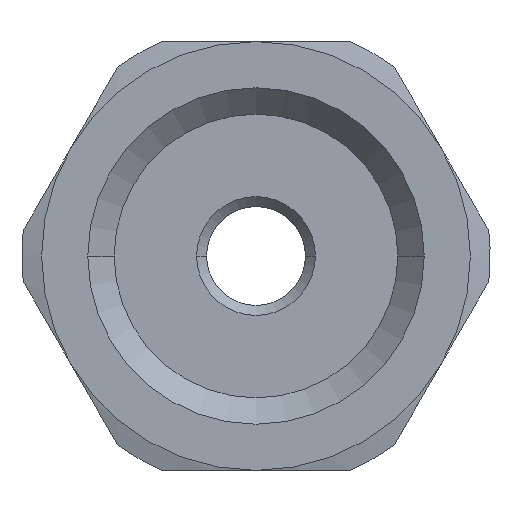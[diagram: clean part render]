
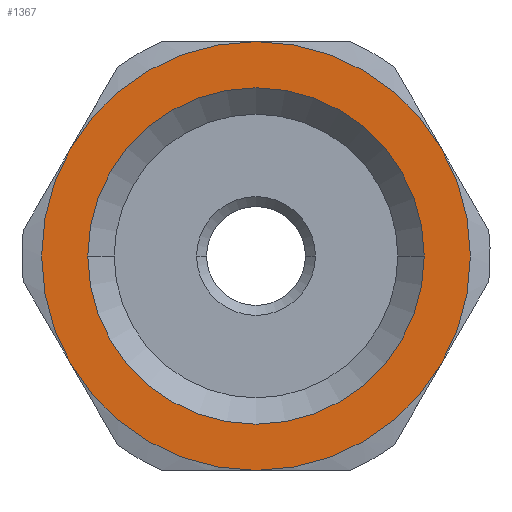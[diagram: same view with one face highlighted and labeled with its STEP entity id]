
A CAD part, front view. The second image highlights one B-rep face of the part: STEP entity #1367.
In plain terms, the highlighted planar face has unit normal (0, -1, 0).
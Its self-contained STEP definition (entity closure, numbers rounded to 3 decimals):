
#2=CARTESIAN_POINT('',(0.,0.,
6.5));
#73=CARTESIAN_POINT('',(0.,0.,
-6.5));
#134=CARTESIAN_POINT('',(0.,0.,0.));
#135=DIRECTION('',(0.,1.,0.));
#136=DIRECTION('',(-1.,0.,0.));
#137=AXIS2_PLACEMENT_3D('',#134,#135,#136);
#139=CARTESIAN_POINT('',(0.,0.,0.));
#140=DIRECTION('',(0.,1.,0.));
#141=DIRECTION('',(1.,0.,0.));
#142=AXIS2_PLACEMENT_3D('',#139,#140,#141);
#144=CARTESIAN_POINT('',(0.,0.,0.));
#145=DIRECTION('',(0.,1.,0.));
#146=DIRECTION('',(0.,0.,1.));
#147=AXIS2_PLACEMENT_3D('',#144,#145,#146);
#149=CARTESIAN_POINT('',(0.,0.,0.));
#150=DIRECTION('',(0.,1.,0.));
#151=DIRECTION('',(0.866,0.,0.5));
#152=AXIS2_PLACEMENT_3D('',#149,#150,#151);
#154=CARTESIAN_POINT('',(0.,0.,0.));
#155=DIRECTION('',(0.,1.,0.));
#156=DIRECTION('',(0.866,0.,-0.5));
#157=AXIS2_PLACEMENT_3D('',#154,#155,#156);
#159=CARTESIAN_POINT('',(0.,0.,0.));
#160=DIRECTION('',(0.,1.,0.));
#161=DIRECTION('',(0.,0.,-1.));
#162=AXIS2_PLACEMENT_3D('',#159,#160,#161);
#164=CARTESIAN_POINT('',(0.,0.,0.));
#165=DIRECTION('',(0.,1.,0.));
#166=DIRECTION('',(-0.866,0.,-0.5));
#167=AXIS2_PLACEMENT_3D('',#164,#165,#166);
#169=CARTESIAN_POINT('',(0.,0.,0.));
#170=DIRECTION('',(0.,1.,0.));
#171=DIRECTION('',(-0.866,0.,0.5));
#172=AXIS2_PLACEMENT_3D('',#169,#170,#171);
#746=CARTESIAN_POINT('',(-5.629,0.,
3.25));
#778=CARTESIAN_POINT('',(-5.629,0.,
-3.25));
#810=CARTESIAN_POINT('',(5.629,0.,
-3.25));
#842=CARTESIAN_POINT('',(5.629,0.,
3.25));
#922=CARTESIAN_POINT('',(-5.1,0.,0.));
#923=VERTEX_POINT('',#922);
#924=CARTESIAN_POINT('',(5.1,0.,0.));
#925=VERTEX_POINT('',#924);
#1026=VERTEX_POINT('',#2);
#1030=VERTEX_POINT('',#746);
#1033=VERTEX_POINT('',#778);
#1036=VERTEX_POINT('',#73);
#1039=VERTEX_POINT('',#810);
#1042=VERTEX_POINT('',#842);
#1348=CARTESIAN_POINT('',(0.,0.,0.));
#1349=DIRECTION('',(0.,1.,0.));
#1350=DIRECTION('',(0.,0.,1.));
#1351=AXIS2_PLACEMENT_3D('',#1348,#1349,#1350);
#1352=PLANE('',#1351);
#1353=ORIENTED_EDGE('',*,*,#1074,.T.);
#1354=ORIENTED_EDGE('',*,*,#1102,.T.);
#1355=ORIENTED_EDGE('',*,*,#1086,.T.);
#1356=ORIENTED_EDGE('',*,*,#1341,.T.);
#1357=ORIENTED_EDGE('',*,*,#1326,.T.);
#1358=ORIENTED_EDGE('',*,*,#1311,.T.);
#1359=EDGE_LOOP('',(#1353,#1354,#1355,#1356,#1357,#1358));
#1360=FACE_OUTER_BOUND('',#1359,.F.);
#1362=ORIENTED_EDGE('',*,*,#1361,.F.);
#1364=ORIENTED_EDGE('',*,*,#1363,.F.);
#1365=EDGE_LOOP('',(#1362,#1364));
#1366=FACE_BOUND('',#1365,.F.);
#1367=ADVANCED_FACE('',(#1360,#1366),#1352,.F.);
#138=CIRCLE('',#137,5.1);
#143=CIRCLE('',#142,5.1);
#148=CIRCLE('',#147,6.5);
#153=CIRCLE('',#152,6.5);
#158=CIRCLE('',#157,6.5);
#163=CIRCLE('',#162,6.5);
#168=CIRCLE('',#167,6.5);
#173=CIRCLE('',#172,6.5);
#1074=EDGE_CURVE('',#1026,#1042,#148,.T.);
#1086=EDGE_CURVE('',#1039,#1036,#158,.T.);
#1102=EDGE_CURVE('',#1042,#1039,#153,.T.);
#1311=EDGE_CURVE('',#1030,#1026,#173,.T.);
#1326=EDGE_CURVE('',#1033,#1030,#168,.T.);
#1341=EDGE_CURVE('',#1036,#1033,#163,.T.);
#1361=EDGE_CURVE('',#923,#925,#138,.T.);
#1363=EDGE_CURVE('',#925,#923,#143,.T.);
